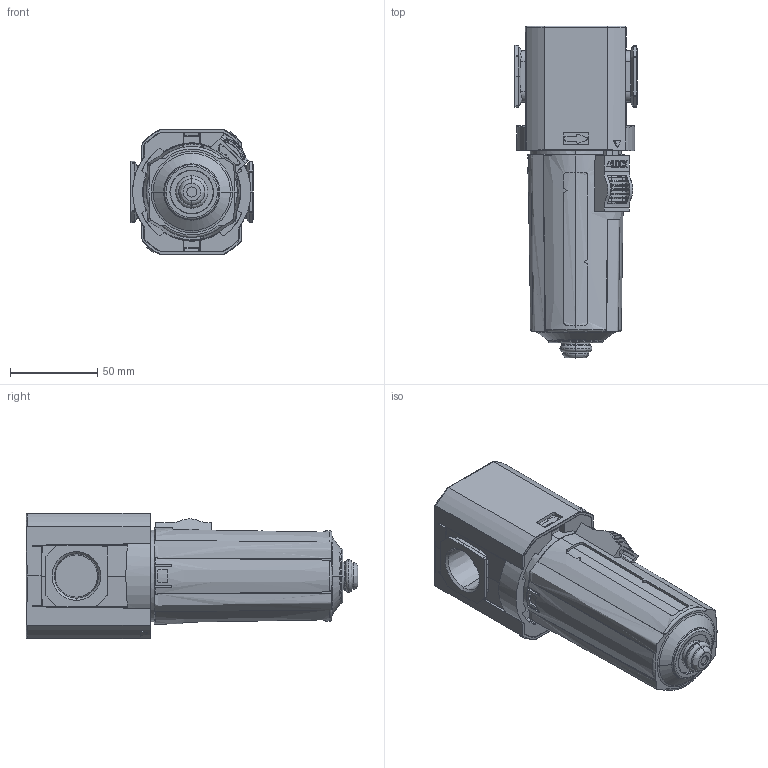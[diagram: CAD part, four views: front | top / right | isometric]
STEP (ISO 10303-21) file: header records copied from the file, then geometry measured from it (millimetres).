
FILE_DESCRIPTION (( 'STEP AP203' ), '1' );
FILE_NAME ('F84V-6AN-EPA.step', '2021-09-07T17:26:35', ( '' ), ( '' ), 'SwSTEP 2.0', 'SolidWorks 2021', '' );
FILE_SCHEMA (( 'CONFIG_CONTROL_DESIGN' ));
Length unit declared in the file: inch
Products named in the file (1): F84V-6AN-EPA
Bounding box: 70.25 x 190.7 x 72 mm (x, y, z)
Volume: 446062.8 mm3; surface area: 95124.4 mm2
Topology: 5 solids, 5 shells, 994 faces, 2789 edges, 1829 vertices
Faces by surface type: plane 438, cylinder 366, bspline 111, cone 67, torus 12
Entity records: 36340 total; most frequent: CARTESIAN_POINT 11911, ORIENTED_EDGE 5570, DIRECTION 4625, EDGE_CURVE 2785, VERTEX_POINT 1829, AXIS2_PLACEMENT_3D 1633, VECTOR 1359, LINE 1359
